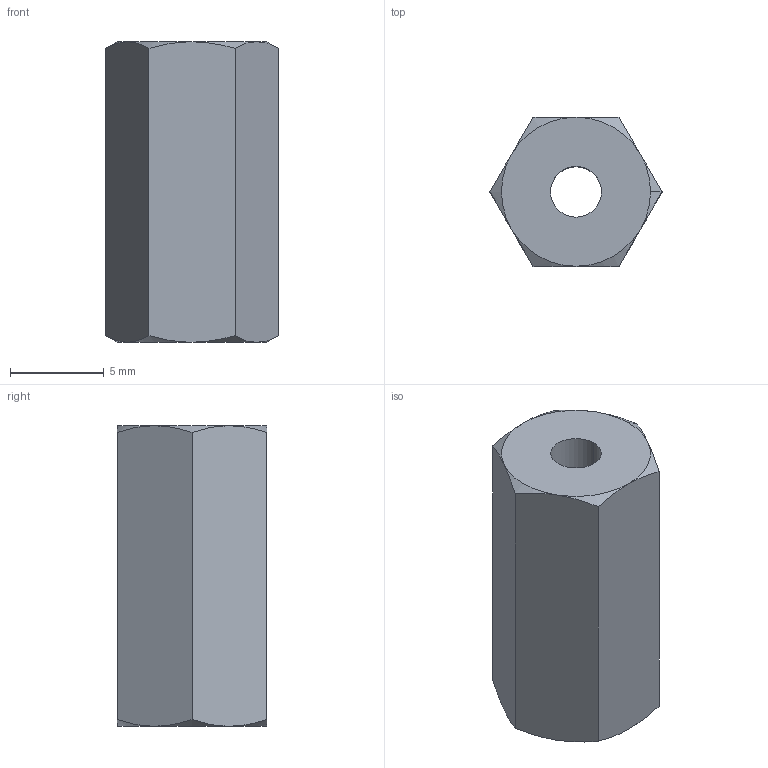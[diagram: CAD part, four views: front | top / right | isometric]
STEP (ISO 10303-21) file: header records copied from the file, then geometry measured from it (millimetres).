
FILE_DESCRIPTION (( 'STEP AP214' ), '1' );
FILE_NAME ('am-3685-16 .3125IN Hex Standoff, 16mm Long REV2.STEP', '2018-07-23T17:00:59', ( '' ), ( '' ), 'SwSTEP 2.0', 'SolidWorks 2018', '' );
FILE_SCHEMA (( 'AUTOMOTIVE_DESIGN' ));
Length unit declared in the file: inch
Products named in the file (1): am-3685-16 .3125IN Hex Standoff, 16mm Long REV2
Bounding box: 9.17 x 7.94 x 16 mm (x, y, z)
Volume: 780 mm3; surface area: 668.4 mm2
Topology: 1 solids, 1 shells, 24 faces, 52 edges, 30 vertices
Faces by surface type: cone 14, plane 8, cylinder 2
Entity records: 768 total; most frequent: CARTESIAN_POINT 211, ORIENTED_EDGE 104, DIRECTION 96, EDGE_CURVE 52, AXIS2_PLACEMENT_3D 43, VERTEX_POINT 30, EDGE_LOOP 26, B_SPLINE_CURVE_WITH_KNOTS 24
